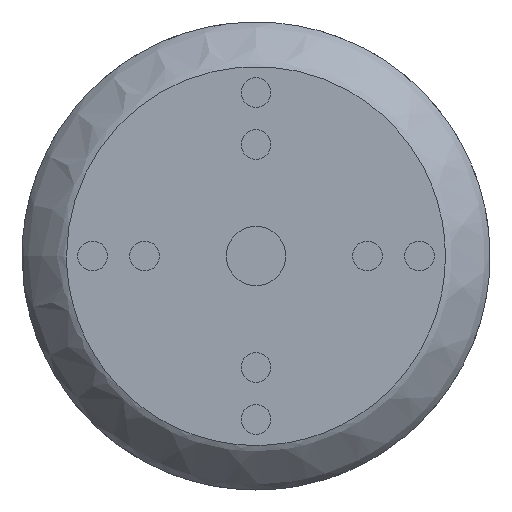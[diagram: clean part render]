
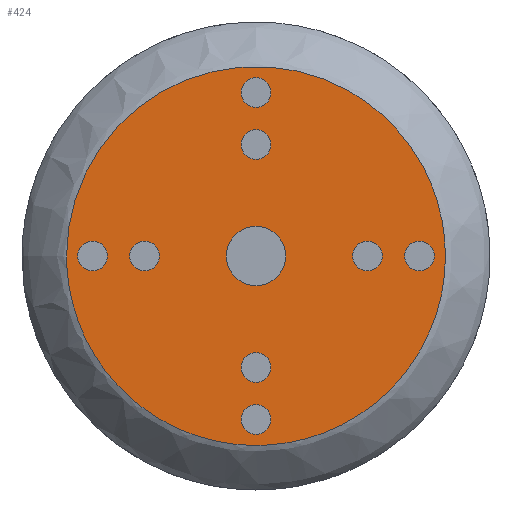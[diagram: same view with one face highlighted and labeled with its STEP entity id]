
A CAD part, front view. The second image highlights one B-rep face of the part: STEP entity #424.
In plain terms, the highlighted planar face has unit normal (0, -1, 0).
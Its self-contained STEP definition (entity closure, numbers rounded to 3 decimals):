
#36=FACE_BOUND('',#181,.T.);
#37=FACE_BOUND('',#182,.T.);
#38=FACE_BOUND('',#183,.T.);
#39=FACE_BOUND('',#184,.T.);
#40=FACE_BOUND('',#185,.T.);
#41=FACE_BOUND('',#186,.T.);
#42=FACE_BOUND('',#187,.T.);
#43=FACE_BOUND('',#188,.T.);
#44=FACE_BOUND('',#189,.T.);
#48=PLANE('',#485);
#105=CIRCLE('',#486,4.);
#106=CIRCLE('',#487,2.);
#107=CIRCLE('',#488,2.);
#108=CIRCLE('',#489,2.);
#109=CIRCLE('',#490,2.);
#110=CIRCLE('',#491,2.);
#111=CIRCLE('',#492,2.);
#112=CIRCLE('',#493,2.);
#113=CIRCLE('',#494,2.);
#148=FACE_OUTER_BOUND('',#180,.T.);
#180=EDGE_LOOP('',(#323));
#181=EDGE_LOOP('',(#324));
#182=EDGE_LOOP('',(#325));
#183=EDGE_LOOP('',(#326));
#184=EDGE_LOOP('',(#327));
#185=EDGE_LOOP('',(#328));
#186=EDGE_LOOP('',(#329));
#187=EDGE_LOOP('',(#330));
#188=EDGE_LOOP('',(#331));
#189=EDGE_LOOP('',(#332));
#223=B_SPLINE_CURVE_WITH_KNOTS('',3,(#907,#908,#909,#910,#911,#912,#913,
#914,#915,#916,#917,#918,#919,#920,#921,#922,#923,#924,#925,#926,#927),
 .UNSPECIFIED.,.T.,.F.,(4,1,1,1,1,1,1,1,1,1,1,1,1,1,1,1,1,1,4),(0.,1.139,
2.278,3.418,4.557,5.316,6.076,
6.835,7.595,8.354,9.114,9.873,
10.633,11.392,12.152,12.911,13.671,
14.81,15.949),.UNSPECIFIED.);
#228=VERTEX_POINT('',#897);
#230=VERTEX_POINT('',#954);
#231=VERTEX_POINT('',#956);
#232=VERTEX_POINT('',#958);
#233=VERTEX_POINT('',#960);
#234=VERTEX_POINT('',#962);
#235=VERTEX_POINT('',#964);
#236=VERTEX_POINT('',#966);
#237=VERTEX_POINT('',#968);
#238=VERTEX_POINT('',#970);
#263=EDGE_CURVE('',#228,#228,#223,.T.);
#267=EDGE_CURVE('',#230,#230,#105,.T.);
#268=EDGE_CURVE('',#231,#231,#106,.T.);
#269=EDGE_CURVE('',#232,#232,#107,.T.);
#270=EDGE_CURVE('',#233,#233,#108,.T.);
#271=EDGE_CURVE('',#234,#234,#109,.T.);
#272=EDGE_CURVE('',#235,#235,#110,.T.);
#273=EDGE_CURVE('',#236,#236,#111,.T.);
#274=EDGE_CURVE('',#237,#237,#112,.T.);
#275=EDGE_CURVE('',#238,#238,#113,.T.);
#323=ORIENTED_EDGE('',*,*,#263,.F.);
#324=ORIENTED_EDGE('',*,*,#267,.F.);
#325=ORIENTED_EDGE('',*,*,#268,.T.);
#326=ORIENTED_EDGE('',*,*,#269,.T.);
#327=ORIENTED_EDGE('',*,*,#270,.T.);
#328=ORIENTED_EDGE('',*,*,#271,.T.);
#329=ORIENTED_EDGE('',*,*,#272,.T.);
#330=ORIENTED_EDGE('',*,*,#273,.T.);
#331=ORIENTED_EDGE('',*,*,#274,.T.);
#332=ORIENTED_EDGE('',*,*,#275,.T.);
#424=ADVANCED_FACE('',(#148,#36,#37,#38,#39,#40,#41,#42,#43,#44),#48,.F.);
#485=AXIS2_PLACEMENT_3D('',#953,#560,#561);
#486=AXIS2_PLACEMENT_3D('',#955,#562,#563);
#487=AXIS2_PLACEMENT_3D('',#957,#564,#565);
#488=AXIS2_PLACEMENT_3D('',#959,#566,#567);
#489=AXIS2_PLACEMENT_3D('',#961,#568,#569);
#490=AXIS2_PLACEMENT_3D('',#963,#570,#571);
#491=AXIS2_PLACEMENT_3D('',#965,#572,#573);
#492=AXIS2_PLACEMENT_3D('',#967,#574,#575);
#493=AXIS2_PLACEMENT_3D('',#969,#576,#577);
#494=AXIS2_PLACEMENT_3D('',#971,#578,#579);
#560=DIRECTION('center_axis',(0.,1.,0.));
#561=DIRECTION('ref_axis',(1.,0.,0.));
#562=DIRECTION('center_axis',(0.,-1.,0.));
#563=DIRECTION('ref_axis',(1.,0.,0.));
#564=DIRECTION('center_axis',(0.,1.,0.));
#565=DIRECTION('ref_axis',(1.,0.,0.));
#566=DIRECTION('center_axis',(0.,1.,0.));
#567=DIRECTION('ref_axis',(1.,0.,0.));
#568=DIRECTION('center_axis',(0.,1.,0.));
#569=DIRECTION('ref_axis',(1.,0.,0.));
#570=DIRECTION('center_axis',(0.,1.,0.));
#571=DIRECTION('ref_axis',(1.,0.,0.));
#572=DIRECTION('center_axis',(0.,1.,0.));
#573=DIRECTION('ref_axis',(1.,0.,0.));
#574=DIRECTION('center_axis',(0.,1.,0.));
#575=DIRECTION('ref_axis',(1.,0.,0.));
#576=DIRECTION('center_axis',(0.,1.,0.));
#577=DIRECTION('ref_axis',(1.,0.,0.));
#578=DIRECTION('center_axis',(0.,1.,0.));
#579=DIRECTION('ref_axis',(1.,0.,0.));
#897=CARTESIAN_POINT('',(-25.5,0.,0.));
#907=CARTESIAN_POINT('Ctrl Pts',(-25.5,0.,0.));
#908=CARTESIAN_POINT('Ctrl Pts',(-25.5,0.,3.815));
#909=CARTESIAN_POINT('Ctrl Pts',(-23.761,0.,11.442));
#910=CARTESIAN_POINT('Ctrl Pts',(-16.443,0.,20.618));
#911=CARTESIAN_POINT('Ctrl Pts',(-5.868,0.,25.712));
#912=CARTESIAN_POINT('Ctrl Pts',(4.563,0.,25.709));
#913=CARTESIAN_POINT('Ctrl Pts',(12.941,0.,22.414));
#914=CARTESIAN_POINT('Ctrl Pts',(18.974,0.,17.606));
#915=CARTESIAN_POINT('Ctrl Pts',(23.32,0.,11.23));
#916=CARTESIAN_POINT('Ctrl Pts',(25.594,0.,3.858));
#917=CARTESIAN_POINT('Ctrl Pts',(25.594,0.,-3.858));
#918=CARTESIAN_POINT('Ctrl Pts',(23.32,0.,-11.231));
#919=CARTESIAN_POINT('Ctrl Pts',(18.974,0.,-17.605));
#920=CARTESIAN_POINT('Ctrl Pts',(12.942,0.,-22.416));
#921=CARTESIAN_POINT('Ctrl Pts',(5.76,0.,-25.234));
#922=CARTESIAN_POINT('Ctrl Pts',(-1.935,0.,-25.812));
#923=CARTESIAN_POINT('Ctrl Pts',(-9.456,0.,-24.093));
#924=CARTESIAN_POINT('Ctrl Pts',(-17.254,0.,-19.597));
#925=CARTESIAN_POINT('Ctrl Pts',(-23.762,0.,-11.443));
#926=CARTESIAN_POINT('Ctrl Pts',(-25.5,0.,-3.815));
#927=CARTESIAN_POINT('Ctrl Pts',(-25.5,0.,0.));
#953=CARTESIAN_POINT('Origin',(0.,0.,0.));
#954=CARTESIAN_POINT('',(-4.,0.,0.));
#955=CARTESIAN_POINT('Origin',(0.,0.,0.));
#956=CARTESIAN_POINT('',(-24.,0.,0.));
#957=CARTESIAN_POINT('Origin',(-22.,0.,0.));
#958=CARTESIAN_POINT('',(-2.,0.,-22.));
#959=CARTESIAN_POINT('Origin',(0.,0.,-22.));
#960=CARTESIAN_POINT('',(13.,0.,0.));
#961=CARTESIAN_POINT('Origin',(15.,0.,0.));
#962=CARTESIAN_POINT('',(-2.,0.,15.));
#963=CARTESIAN_POINT('Origin',(0.,0.,15.));
#964=CARTESIAN_POINT('',(-17.,0.,0.));
#965=CARTESIAN_POINT('Origin',(-15.,0.,0.));
#966=CARTESIAN_POINT('',(-2.,0.,-15.));
#967=CARTESIAN_POINT('Origin',(0.,0.,-15.));
#968=CARTESIAN_POINT('',(20.,0.,0.));
#969=CARTESIAN_POINT('Origin',(22.,0.,0.));
#970=CARTESIAN_POINT('',(-2.,0.,22.));
#971=CARTESIAN_POINT('Origin',(0.,0.,22.));
